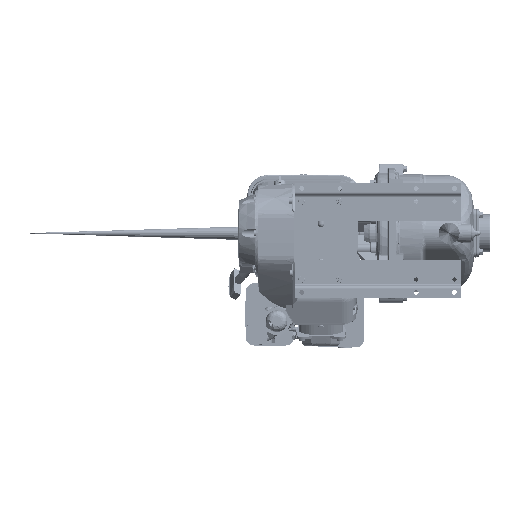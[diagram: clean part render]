
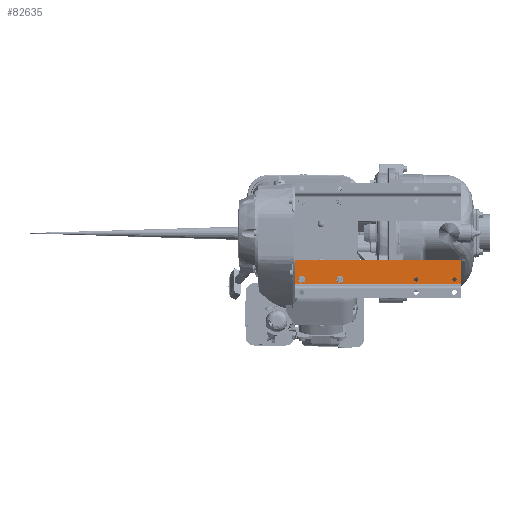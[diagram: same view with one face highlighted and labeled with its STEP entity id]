
A CAD part, front view. The second image highlights one B-rep face of the part: STEP entity #82635.
In plain terms, the highlighted planar face has unit normal (0, -1, 0).
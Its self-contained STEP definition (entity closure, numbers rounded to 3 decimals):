
#2014=FACE_BOUND('',#16196,.T.);
#2015=FACE_BOUND('',#16197,.T.);
#2016=FACE_BOUND('',#16198,.T.);
#2017=FACE_BOUND('',#16199,.T.);
#6416=PLANE('',#89265);
#11318=FACE_OUTER_BOUND('',#16195,.T.);
#16195=EDGE_LOOP('',(#68120,#68121,#68122,#68123));
#16196=EDGE_LOOP('',(#68124));
#16197=EDGE_LOOP('',(#68125));
#16198=EDGE_LOOP('',(#68126));
#16199=EDGE_LOOP('',(#68127));
#20432=CIRCLE('',#89234,0.172);
#20434=CIRCLE('',#89237,0.172);
#20436=CIRCLE('',#89240,0.172);
#20438=CIRCLE('',#89243,0.172);
#24695=LINE('',#173146,#29980);
#24696=LINE('',#173150,#29981);
#24697=LINE('',#173152,#29982);
#24698=LINE('',#173153,#29983);
#29980=VECTOR('',#103405,0.394);
#29981=VECTOR('',#103410,0.394);
#29982=VECTOR('',#103411,0.394);
#29983=VECTOR('',#103412,0.394);
#37190=VERTEX_POINT('',#173070);
#37192=VERTEX_POINT('',#173076);
#37194=VERTEX_POINT('',#173082);
#37196=VERTEX_POINT('',#173088);
#37215=VERTEX_POINT('',#173143);
#37216=VERTEX_POINT('',#173145);
#37217=VERTEX_POINT('',#173149);
#37218=VERTEX_POINT('',#173151);
#47984=EDGE_CURVE('',#37190,#37190,#20432,.T.);
#47987=EDGE_CURVE('',#37192,#37192,#20434,.T.);
#47990=EDGE_CURVE('',#37194,#37194,#20436,.T.);
#47993=EDGE_CURVE('',#37196,#37196,#20438,.T.);
#48020=EDGE_CURVE('',#37216,#37215,#24695,.T.);
#48022=EDGE_CURVE('',#37215,#37217,#24696,.T.);
#48023=EDGE_CURVE('',#37218,#37217,#24697,.T.);
#48024=EDGE_CURVE('',#37218,#37216,#24698,.T.);
#68120=ORIENTED_EDGE('',*,*,#48022,.T.);
#68121=ORIENTED_EDGE('',*,*,#48023,.F.);
#68122=ORIENTED_EDGE('',*,*,#48024,.T.);
#68123=ORIENTED_EDGE('',*,*,#48020,.T.);
#68124=ORIENTED_EDGE('',*,*,#47984,.T.);
#68125=ORIENTED_EDGE('',*,*,#47987,.T.);
#68126=ORIENTED_EDGE('',*,*,#47990,.T.);
#68127=ORIENTED_EDGE('',*,*,#47993,.T.);
#82635=ADVANCED_FACE('',(#11318,#2014,#2015,#2016,#2017),#6416,.T.);
#89234=AXIS2_PLACEMENT_3D('',#173072,#103327,#103328);
#89237=AXIS2_PLACEMENT_3D('',#173078,#103334,#103335);
#89240=AXIS2_PLACEMENT_3D('',#173084,#103341,#103342);
#89243=AXIS2_PLACEMENT_3D('',#173090,#103348,#103349);
#89265=AXIS2_PLACEMENT_3D('',#173148,#103408,#103409);
#103327=DIRECTION('center_axis',(0.,1.,0.));
#103328=DIRECTION('ref_axis',(-1.,0.,0.));
#103334=DIRECTION('center_axis',(0.,1.,0.));
#103335=DIRECTION('ref_axis',(-1.,0.,0.));
#103341=DIRECTION('center_axis',(0.,1.,0.));
#103342=DIRECTION('ref_axis',(-1.,0.,0.));
#103348=DIRECTION('center_axis',(0.,1.,0.));
#103349=DIRECTION('ref_axis',(-1.,0.,0.));
#103405=DIRECTION('',(0.,0.,-1.));
#103408=DIRECTION('center_axis',(0.,-1.,0.));
#103409=DIRECTION('ref_axis',(0.,0.,-1.));
#103410=DIRECTION('',(1.,0.,0.));
#103411=DIRECTION('',(0.,0.,-1.));
#103412=DIRECTION('',(-1.,0.,0.));
#173070=CARTESIAN_POINT('',(1.672,0.875,-13.));
#173072=CARTESIAN_POINT('Origin',(1.5,0.875,-13.));
#173076=CARTESIAN_POINT('',(1.672,0.875,-9.875));
#173078=CARTESIAN_POINT('Origin',(1.5,0.875,-9.875));
#173082=CARTESIAN_POINT('',(1.672,0.875,-3.625));
#173084=CARTESIAN_POINT('Origin',(1.5,0.875,-3.625));
#173088=CARTESIAN_POINT('',(1.672,0.875,-0.5));
#173090=CARTESIAN_POINT('Origin',(1.5,0.875,-0.5));
#173143=CARTESIAN_POINT('',(1.125,0.875,-13.5));
#173145=CARTESIAN_POINT('',(1.125,0.875,0.));
#173146=CARTESIAN_POINT('',(1.125,0.875,0.));
#173148=CARTESIAN_POINT('Origin',(1.125,0.875,0.));
#173149=CARTESIAN_POINT('',(3.125,0.875,-13.5));
#173150=CARTESIAN_POINT('',(3.125,0.875,-13.5));
#173151=CARTESIAN_POINT('',(3.125,0.875,0.));
#173152=CARTESIAN_POINT('',(3.125,0.875,0.));
#173153=CARTESIAN_POINT('',(3.125,0.875,0.));
